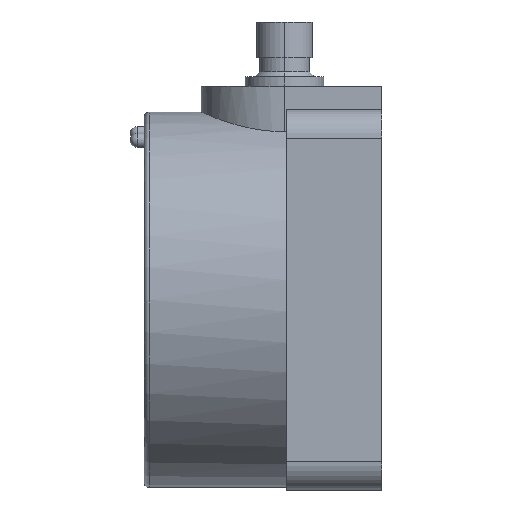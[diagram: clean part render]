
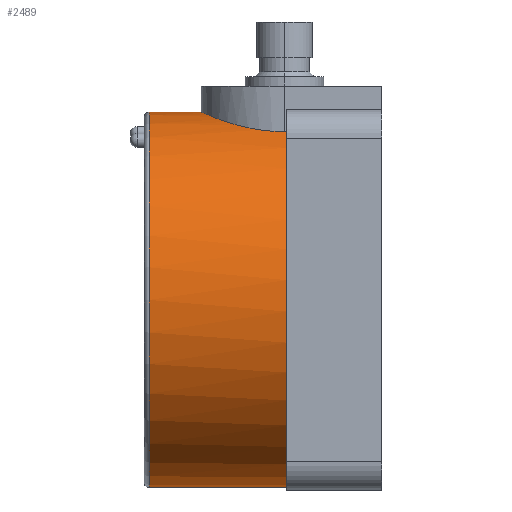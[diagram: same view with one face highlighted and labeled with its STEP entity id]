
A CAD part, left-side view. The second image highlights one B-rep face of the part: STEP entity #2489.
In plain terms, the highlighted cylindrical face has radius 39.5 mm (diameter 79 mm), a partial arc.
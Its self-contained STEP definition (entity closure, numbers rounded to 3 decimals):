
#949 = DIRECTION ( 'NONE',  ( 0., -1., 0. ) ) ;
#950 = VECTOR ( 'NONE', #949, 1000. ) ;
#951 = CARTESIAN_POINT ( 'NONE',  ( 7.786, 50., -52.432 ) ) ;
#952 = LINE ( 'NONE', #951, #950 ) ;
#953 = CARTESIAN_POINT ( 'NONE',  ( 7.786, 20., -52.432 ) ) ;
#984 = CARTESIAN_POINT ( 'NONE',  ( 7.786, 49., 26.568 ) ) ;
#985 = CARTESIAN_POINT ( 'NONE',  ( 7.786, 38., 26.568 ) ) ;
#988 = DIRECTION ( 'NONE',  ( 0., -1., 0. ) ) ;
#989 = VECTOR ( 'NONE', #988, 1000. ) ;
#990 = CARTESIAN_POINT ( 'NONE',  ( 7.786, 50., 26.568 ) ) ;
#991 = LINE ( 'NONE', #990, #989 ) ;
#996 = CARTESIAN_POINT ( 'NONE',  ( 7.786, 49., -52.432 ) ) ;
#1154 = DIRECTION ( 'NONE',  ( 0., 0., 1. ) ) ;
#1155 = DIRECTION ( 'NONE',  ( 0., 1., 0. ) ) ;
#1156 = CARTESIAN_POINT ( 'NONE',  ( 7.786, 20., -12.932 ) ) ;
#1157 = AXIS2_PLACEMENT_3D ( 'NONE', #1156, #1155, #1154 ) ;
#1158 = CIRCLE ( 'NONE', #1157, 39.5 ) ;
#1188 = DIRECTION ( 'NONE',  ( 0., 0., -1. ) ) ;
#1189 = DIRECTION ( 'NONE',  ( 0., -1., 0. ) ) ;
#1190 = CARTESIAN_POINT ( 'NONE',  ( 7.786, 50., -12.932 ) ) ;
#1191 = AXIS2_PLACEMENT_3D ( 'NONE', #1190, #1189, #1188 ) ;
#1192 = CYLINDRICAL_SURFACE ( 'NONE', #1191, 39.5 ) ;
#1193 = FACE_OUTER_BOUND ( 'NONE', #2490, .T. ) ;
#1245 = CARTESIAN_POINT ( 'NONE',  ( -9.714, 20., 22.48 ) ) ;
#1298 = DIRECTION ( 'NONE',  ( 0., -1., 0. ) ) ;
#1299 = VECTOR ( 'NONE', #1298, 1000. ) ;
#1300 = CARTESIAN_POINT ( 'NONE',  ( -9.714, 50., 22.48 ) ) ;
#1305 = LINE ( 'NONE', #1300, #1299 ) ;
#1421 = DIRECTION ( 'NONE',  ( 0., 0., 1. ) ) ;
#1422 = DIRECTION ( 'NONE',  ( 0., -1., 0. ) ) ;
#1423 = CARTESIAN_POINT ( 'NONE',  ( 7.786, 49., -12.932 ) ) ;
#1424 = AXIS2_PLACEMENT_3D ( 'NONE', #1423, #1422, #1421 ) ;
#1425 = CIRCLE ( 'NONE', #1424, 39.5 ) ;
#1444 = CARTESIAN_POINT ( 'NONE',  ( -1.027, 35.661, 25.585 ) ) ;
#1445 = CARTESIAN_POINT ( 'NONE',  ( -2.448, 34.706, 25.222 ) ) ;
#1446 = CARTESIAN_POINT ( 'NONE',  ( -2.907, 34.364, 25.096 ) ) ;
#1447 = CARTESIAN_POINT ( 'NONE',  ( -3.78, 33.645, 24.84 ) ) ;
#1448 = CARTESIAN_POINT ( 'NONE',  ( -4.197, 33.266, 24.709 ) ) ;
#1449 = CARTESIAN_POINT ( 'NONE',  ( -4.992, 32.47, 24.447 ) ) ;
#1450 = CARTESIAN_POINT ( 'NONE',  ( -5.371, 32.053, 24.315 ) ) ;
#1451 = CARTESIAN_POINT ( 'NONE',  ( -6.09, 31.178, 24.053 ) ) ;
#1452 = CARTESIAN_POINT ( 'NONE',  ( -6.431, 30.719, 23.922 ) ) ;
#1453 = CARTESIAN_POINT ( 'NONE',  ( -7.382, 29.302, 23.546 ) ) ;
#1454 = CARTESIAN_POINT ( 'NONE',  ( -7.919, 28.304, 23.315 ) ) ;
#1455 = CARTESIAN_POINT ( 'NONE',  ( -8.58, 26.722, 23.019 ) ) ;
#1456 = CARTESIAN_POINT ( 'NONE',  ( -8.777, 26.178, 22.928 ) ) ;
#1457 = CARTESIAN_POINT ( 'NONE',  ( -9.116, 25.072, 22.77 ) ) ;
#1465 = CARTESIAN_POINT ( 'NONE',  ( -9.257, 24.513, 22.702 ) ) ;
#1466 = CARTESIAN_POINT ( 'NONE',  ( -9.597, 22.822, 22.538 ) ) ;
#1467 = CARTESIAN_POINT ( 'NONE',  ( -9.714, 21.672, 22.48 ) ) ;
#1468 = CARTESIAN_POINT ( 'NONE',  ( -9.714, 20.5, 22.48 ) ) ;
#1470 = B_SPLINE_CURVE_WITH_KNOTS ( 'NONE', 3,
 ( #1468, #1467, #1466, #1465, #1457, #1456, #1455, #1454, #1453, #1452, #1451, #1450, #1449, #1448, #1447, #1446, #1445, #1444, #1508, #1507, #1506, #1505, #1504, #1503, #1502, #1501 ),
 .UNSPECIFIED., .F., .F.,
 ( 4, 2, 2, 2, 2, 2, 2, 2, 2, 2, 2, 2, 4 ),
 ( 0., 0.003, 0.005, 0.007, 0.01, 0.012, 0.014, 0.016, 0.017, 0.021, 0.023, 0.024, 0.028 ),
 .UNSPECIFIED. ) ;
#1500 = CARTESIAN_POINT ( 'NONE',  ( -9.714, 20.5, 22.48 ) ) ;
#1501 = CARTESIAN_POINT ( 'NONE',  ( 7.786, 38., 26.568 ) ) ;
#1502 = CARTESIAN_POINT ( 'NONE',  ( 6.614, 38., 26.568 ) ) ;
#1503 = CARTESIAN_POINT ( 'NONE',  ( 5.46, 37.883, 26.516 ) ) ;
#1504 = CARTESIAN_POINT ( 'NONE',  ( 3.756, 37.539, 26.366 ) ) ;
#1505 = CARTESIAN_POINT ( 'NONE',  ( 3.189, 37.395, 26.304 ) ) ;
#1506 = CARTESIAN_POINT ( 'NONE',  ( 2.085, 37.055, 26.159 ) ) ;
#1507 = CARTESIAN_POINT ( 'NONE',  ( 1.547, 36.86, 26.076 ) ) ;
#1508 = CARTESIAN_POINT ( 'NONE',  ( -0.029, 36.199, 25.802 ) ) ;
#2355 = VERTEX_POINT ( 'NONE', #953 ) ;
#2358 = EDGE_CURVE ( 'NONE', #2389, #2355, #952, .T. ) ;
#2389 = VERTEX_POINT ( 'NONE', #996 ) ;
#2394 = EDGE_CURVE ( 'NONE', #2396, #2395, #991, .T. ) ;
#2395 = VERTEX_POINT ( 'NONE', #985 ) ;
#2396 = VERTEX_POINT ( 'NONE', #984 ) ;
#2469 = EDGE_CURVE ( 'NONE', #2355, #2493, #1158, .T. ) ;
#2489 = ADVANCED_FACE ( 'NONE', ( #1193 ), #1192, .T. ) ;
#2490 = EDGE_LOOP ( 'NONE', ( #2644, #2590, #2602, #2636, #2639, #2522 ) ) ;
#2493 = VERTEX_POINT ( 'NONE', #1245 ) ;
#2522 = ORIENTED_EDGE ( 'NONE', *, *, #2638, .T. ) ;
#2538 = EDGE_CURVE ( 'NONE', #2647, #2493, #1305, .T. ) ;
#2590 = ORIENTED_EDGE ( 'NONE', *, *, #2622, .T. ) ;
#2602 = ORIENTED_EDGE ( 'NONE', *, *, #2358, .T. ) ;
#2622 = EDGE_CURVE ( 'NONE', #2396, #2389, #1425, .T. ) ;
#2636 = ORIENTED_EDGE ( 'NONE', *, *, #2469, .T. ) ;
#2638 = EDGE_CURVE ( 'NONE', #2647, #2395, #1470, .T. ) ;
#2639 = ORIENTED_EDGE ( 'NONE', *, *, #2538, .F. ) ;
#2644 = ORIENTED_EDGE ( 'NONE', *, *, #2394, .F. ) ;
#2647 = VERTEX_POINT ( 'NONE', #1500 ) ;
